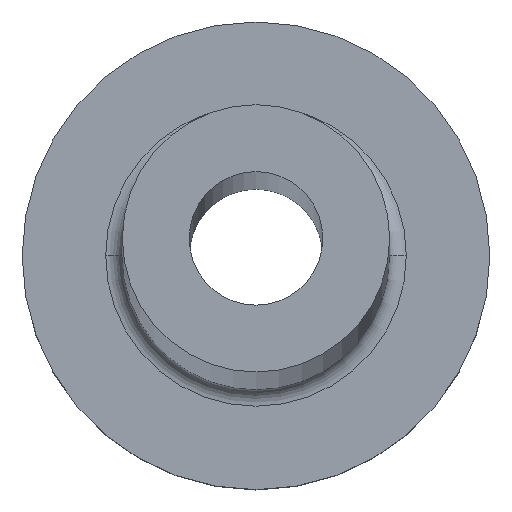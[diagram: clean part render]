
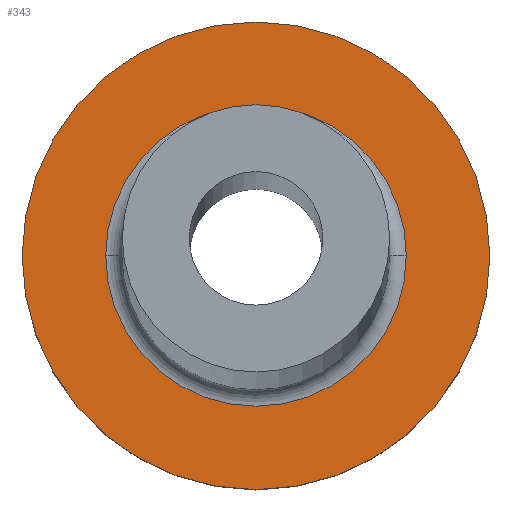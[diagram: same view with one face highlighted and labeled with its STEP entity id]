
A CAD part, top view. The second image highlights one B-rep face of the part: STEP entity #343.
In plain terms, the highlighted planar face has unit normal (0, 0, 1).
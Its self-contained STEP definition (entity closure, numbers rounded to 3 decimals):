
#21 = DIRECTION ( 'NONE',  ( 0., 0., 1. ) ) ;
#24 = CARTESIAN_POINT ( 'NONE',  ( 0., 0., 5. ) ) ;
#31 = AXIS2_PLACEMENT_3D ( 'NONE', #158, #96, #264 ) ;
#47 = CARTESIAN_POINT ( 'NONE',  ( 0., 0., 5. ) ) ;
#67 = EDGE_CURVE ( 'NONE', #89, #114, #372, .T. ) ;
#69 = DIRECTION ( 'NONE',  ( 0., 0., -1. ) ) ;
#72 = DIRECTION ( 'NONE',  ( 1., 0., 0. ) ) ;
#74 = AXIS2_PLACEMENT_3D ( 'NONE', #47, #275, #72 ) ;
#89 = VERTEX_POINT ( 'NONE', #330 ) ;
#96 = DIRECTION ( 'NONE',  ( 0., 0., -1. ) ) ;
#97 = AXIS2_PLACEMENT_3D ( 'NONE', #206, #69, #129 ) ;
#99 = CARTESIAN_POINT ( 'NONE',  ( 0., 0., 5. ) ) ;
#100 = VERTEX_POINT ( 'NONE', #304 ) ;
#114 = VERTEX_POINT ( 'NONE', #234 ) ;
#129 = DIRECTION ( 'NONE',  ( 1., 0., 0. ) ) ;
#136 = AXIS2_PLACEMENT_3D ( 'NONE', #99, #21, #164 ) ;
#145 = EDGE_CURVE ( 'NONE', #114, #89, #374, .T. ) ;
#150 = VERTEX_POINT ( 'NONE', #207 ) ;
#158 = CARTESIAN_POINT ( 'NONE',  ( 0., 0., 5. ) ) ;
#164 = DIRECTION ( 'NONE',  ( 1., 0., 0. ) ) ;
#168 = EDGE_LOOP ( 'NONE', ( #227, #242 ) ) ;
#172 = AXIS2_PLACEMENT_3D ( 'NONE', #24, #241, #341 ) ;
#206 = CARTESIAN_POINT ( 'NONE',  ( 0., 0., 5. ) ) ;
#207 = CARTESIAN_POINT ( 'NONE',  ( -7., 0., 5. ) ) ;
#217 = EDGE_LOOP ( 'NONE', ( #231, #381 ) ) ;
#227 = ORIENTED_EDGE ( 'NONE', *, *, #67, .T. ) ;
#231 = ORIENTED_EDGE ( 'NONE', *, *, #299, .T. ) ;
#234 = CARTESIAN_POINT ( 'NONE',  ( -4.5, 0., 5. ) ) ;
#239 = CIRCLE ( 'NONE', #172, 7. ) ;
#241 = DIRECTION ( 'NONE',  ( 0., 0., 1. ) ) ;
#242 = ORIENTED_EDGE ( 'NONE', *, *, #145, .T. ) ;
#244 = EDGE_CURVE ( 'NONE', #100, #150, #246, .T. ) ;
#246 = CIRCLE ( 'NONE', #74, 7. ) ;
#264 = DIRECTION ( 'NONE',  ( 1., 0., 0. ) ) ;
#275 = DIRECTION ( 'NONE',  ( 0., 0., 1. ) ) ;
#299 = EDGE_CURVE ( 'NONE', #150, #100, #239, .T. ) ;
#304 = CARTESIAN_POINT ( 'NONE',  ( 7., 0., 5. ) ) ;
#330 = CARTESIAN_POINT ( 'NONE',  ( 4.5, 0., 5. ) ) ;
#338 = PLANE ( 'NONE',  #136 ) ;
#341 = DIRECTION ( 'NONE',  ( 1., 0., 0. ) ) ;
#343 = ADVANCED_FACE ( 'NONE', ( #368, #373 ), #338, .T. ) ;
#368 = FACE_BOUND ( 'NONE', #168, .T. ) ;
#372 = CIRCLE ( 'NONE', #31, 4.5 ) ;
#373 = FACE_OUTER_BOUND ( 'NONE', #217, .T. ) ;
#374 = CIRCLE ( 'NONE', #97, 4.5 ) ;
#381 = ORIENTED_EDGE ( 'NONE', *, *, #244, .T. ) ;
